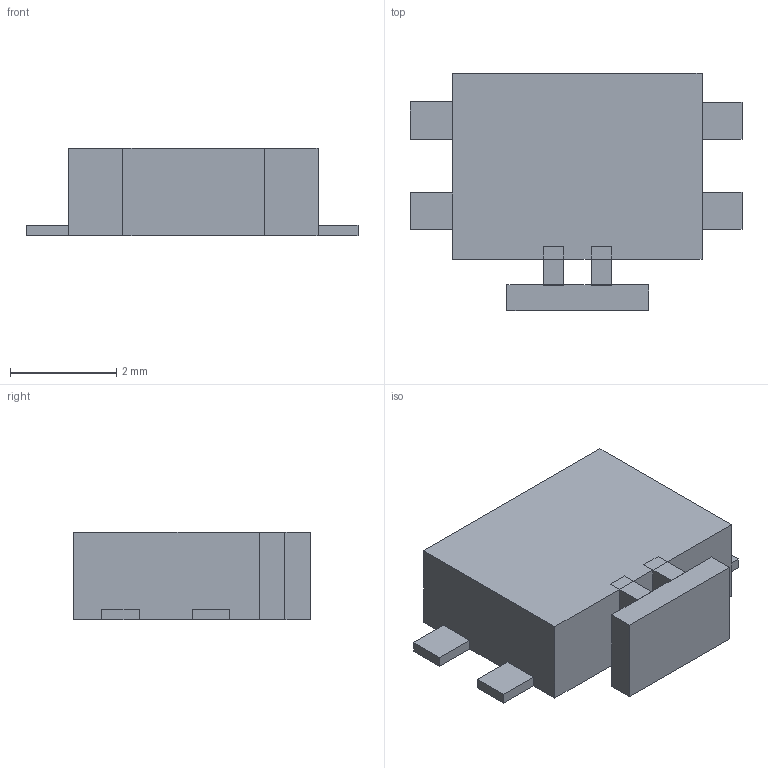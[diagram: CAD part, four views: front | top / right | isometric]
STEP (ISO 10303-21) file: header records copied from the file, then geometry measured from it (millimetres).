
FILE_DESCRIPTION(('FreeCAD Model'),'2;1');
FILE_NAME('Open CASCADE Shape Model','2025-06-30T17:04:18',(''),(''), 'Open CASCADE STEP processor 7.8','FreeCAD','Unknown');
FILE_SCHEMA(('AUTOMOTIVE_DESIGN { 1 0 10303 214 1 1 1 1 }'));
Length unit declared in the file: millimetre
Products named in the file (2): Part; Body
Assembly tree (1 placements, depth 2):
  Part
    Body
Bounding box: 6.25 x 4.46 x 1.65 mm (x, y, z)
Volume: 30.3 mm3; surface area: 79.9 mm2
Topology: 1 solids, 1 shells, 56 faces, 144 edges, 88 vertices
Faces by surface type: plane 56
Entity records: 1680 total; most frequent: CARTESIAN_POINT 290, ORIENTED_EDGE 288, DIRECTION 260, EDGE_CURVE 144, LINE 144, VECTOR 144, VERTEX_POINT 88, AXIS2_PLACEMENT_3D 58
